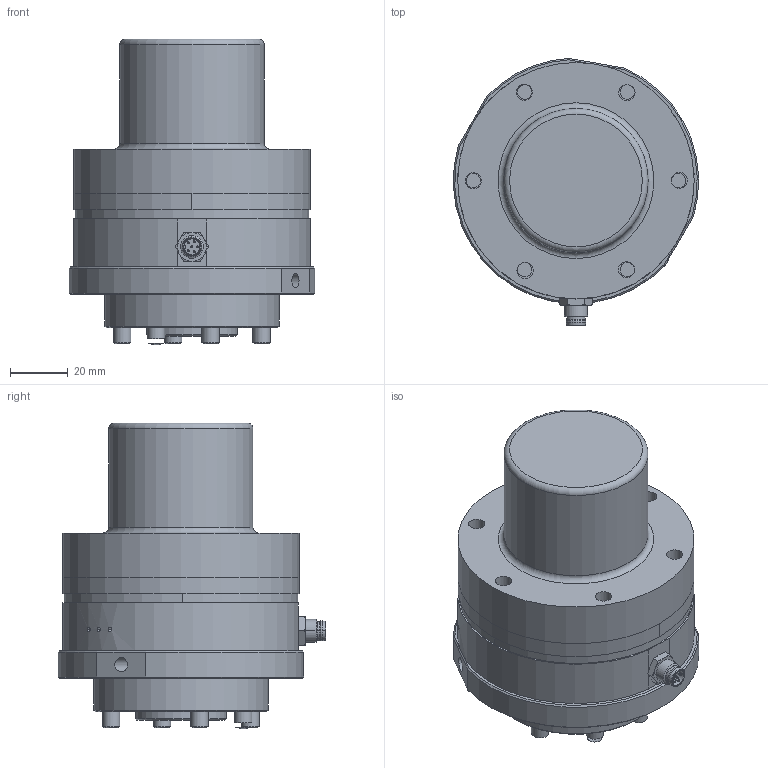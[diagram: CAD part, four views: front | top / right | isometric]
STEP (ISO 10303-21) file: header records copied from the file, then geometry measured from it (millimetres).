
FILE_DESCRIPTION(/* description */ (''),/* implementation_level */ '2;1');
FILE_NAME(/* name */ 'ATI-9105-Axia80-M20.stp',/* time_stamp */ '2023-07-21T15:45:20+02:00',/* author */ ('Aditya'),/* organization */ (''),/* preprocessor_version */ 'ST-DEVELOPER v18.1',/* originating_system */ 'Autodesk Inventor 2022',/* authorisation */ '');
FILE_SCHEMA (('AUTOMOTIVE_DESIGN { 1 0 10303 214 3 1 1 }'));
Length unit declared in the file: millimetre
Products named in the file (4): ATI-9105-Axia80-M20; ATI-9105-Axia80-M20_1; end_effector; 1329263_AKO-AXIA-80-UR
Assembly tree (3 placements, depth 2):
  ATI-9105-Axia80-M20
    ATI-9105-Axia80-M20_1
    end_effector
    1329263_AKO-AXIA-80-UR
Bounding box: 85.03 x 92.67 x 106 mm (x, y, z)
Volume: 370735.2 mm3; surface area: 68491.1 mm2
Topology: 4 solids, 4 shells, 607 faces, 1430 edges, 928 vertices
Faces by surface type: plane 259, cylinder 212, bspline 73, cone 55, sphere 6, torus 2
Full cylindrical faces by diameter (mm): 3.994 x2, 4 x2, 4.2 x3, 5 x9, 5.512 x6, 5.6 x6, 6 x5, 6.048 x1, 6.76 x4, 8.5 x6, 9.75 x6, 10 x4, 11.25 x4, 31.463 x1, 50 x1, 60.452 x1, 82 x1
Entity records: 21011 total; most frequent: CARTESIAN_POINT 6979, DIRECTION 2832, ORIENTED_EDGE 2828, EDGE_CURVE 1414, AXIS2_PLACEMENT_3D 1046, VERTEX_POINT 928, LINE 740, VECTOR 740
